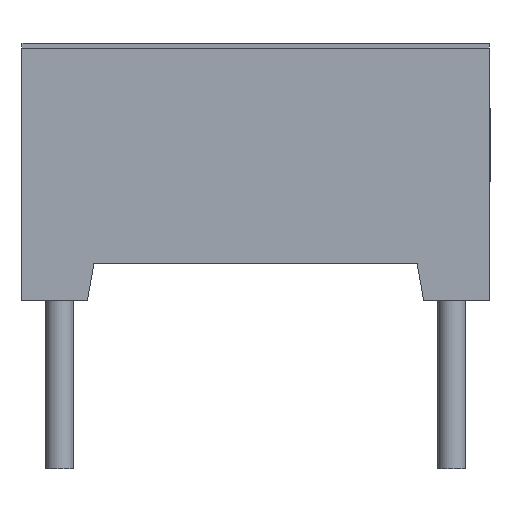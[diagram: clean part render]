
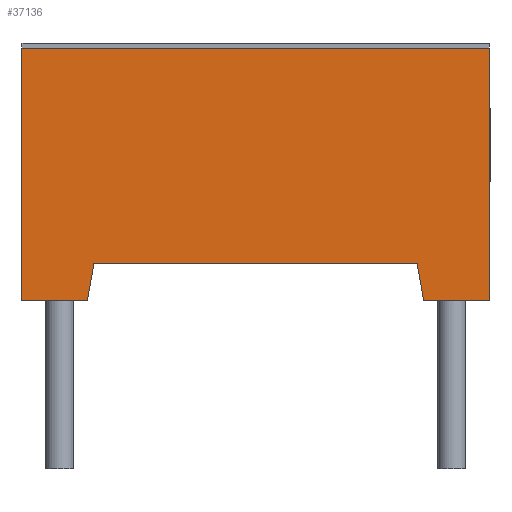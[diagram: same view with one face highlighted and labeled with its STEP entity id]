
A CAD part, left-side view. The second image highlights one B-rep face of the part: STEP entity #37136.
In plain terms, the highlighted planar face has unit normal (-1, 0, 0).
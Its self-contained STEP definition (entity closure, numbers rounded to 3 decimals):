
#1674=FACE_OUTER_BOUND('',#3432,.T.);
#3432=EDGE_LOOP('',(#30998,#30999,#31000,#31001,#31002,#31003,#31004,#31005));
#8105=LINE('',#56700,#13090);
#8120=LINE('',#56733,#13105);
#8129=LINE('',#56750,#13114);
#8152=LINE('',#56793,#13137);
#8166=LINE('',#56818,#13151);
#8167=LINE('',#56821,#13152);
#8168=LINE('',#56822,#13153);
#8169=LINE('',#56823,#13154);
#13090=VECTOR('',#46593,1.);
#13105=VECTOR('',#46614,1.);
#13114=VECTOR('',#46625,1.);
#13137=VECTOR('',#46660,1.);
#13151=VECTOR('',#46686,1.);
#13152=VECTOR('',#46689,1.);
#13153=VECTOR('',#46690,1.);
#13154=VECTOR('',#46691,1.);
#16613=VERTEX_POINT('',#56697);
#16614=VERTEX_POINT('',#56699);
#16627=VERTEX_POINT('',#56729);
#16629=VERTEX_POINT('',#56732);
#16633=VERTEX_POINT('',#56742);
#16649=VERTEX_POINT('',#56790);
#16650=VERTEX_POINT('',#56792);
#16656=VERTEX_POINT('',#56820);
#21444=EDGE_CURVE('',#16613,#16614,#8105,.T.);
#21459=EDGE_CURVE('',#16629,#16627,#8120,.F.);
#21468=EDGE_CURVE('',#16633,#16614,#8129,.F.);
#21491=EDGE_CURVE('',#16649,#16650,#8152,.T.);
#21505=EDGE_CURVE('',#16649,#16633,#8166,.F.);
#21506=EDGE_CURVE('',#16656,#16613,#8167,.F.);
#21507=EDGE_CURVE('',#16656,#16629,#8168,.T.);
#21508=EDGE_CURVE('',#16627,#16650,#8169,.F.);
#30998=ORIENTED_EDGE('',*,*,#21505,.T.);
#30999=ORIENTED_EDGE('',*,*,#21468,.T.);
#31000=ORIENTED_EDGE('',*,*,#21444,.F.);
#31001=ORIENTED_EDGE('',*,*,#21506,.F.);
#31002=ORIENTED_EDGE('',*,*,#21507,.T.);
#31003=ORIENTED_EDGE('',*,*,#21459,.T.);
#31004=ORIENTED_EDGE('',*,*,#21508,.T.);
#31005=ORIENTED_EDGE('',*,*,#21491,.F.);
#33761=PLANE('',#38909);
#37136=ADVANCED_FACE('',(#1674),#33761,.T.);
#38909=AXIS2_PLACEMENT_3D('',#56819,#46687,#46688);
#46593=DIRECTION('',(0.,0.,-1.));
#46614=DIRECTION('',(0.,1.,0.));
#46625=DIRECTION('',(0.,1.,0.));
#46660=DIRECTION('',(0.,1.,0.));
#46686=DIRECTION('',(0.,0.174,0.985));
#46687=DIRECTION('center_axis',(-1.,0.,0.));
#46688=DIRECTION('ref_axis',(0.,1.,0.));
#46689=DIRECTION('',(0.,1.,0.));
#46690=DIRECTION('',(0.,0.,-1.));
#46691=DIRECTION('',(0.,0.174,-0.985));
#56697=CARTESIAN_POINT('',(-11.3,-5.,-0.1));
#56699=CARTESIAN_POINT('',(-11.3,-5.,-5.5));
#56700=CARTESIAN_POINT('',(-11.3,-5.,-2.8));
#56729=CARTESIAN_POINT('',(-11.3,3.6,-5.5));
#56732=CARTESIAN_POINT('',(-11.3,5.,-5.5));
#56733=CARTESIAN_POINT('',(-11.3,4.3,-5.5));
#56742=CARTESIAN_POINT('',(-11.3,-3.6,-5.5));
#56750=CARTESIAN_POINT('',(-11.3,-4.3,-5.5));
#56790=CARTESIAN_POINT('',(-11.3,-3.459,-4.7));
#56792=CARTESIAN_POINT('',(-11.3,3.459,-4.7));
#56793=CARTESIAN_POINT('',(-11.3,0.,-4.7));
#56818=CARTESIAN_POINT('',(-11.3,-3.529,-5.1));
#56819=CARTESIAN_POINT('Origin',(-11.3,-5.,0.));
#56820=CARTESIAN_POINT('',(-11.3,5.,-0.1));
#56821=CARTESIAN_POINT('',(-11.3,0.,-0.1));
#56822=CARTESIAN_POINT('',(-11.3,5.,-2.8));
#56823=CARTESIAN_POINT('',(-11.3,3.529,-5.1));
